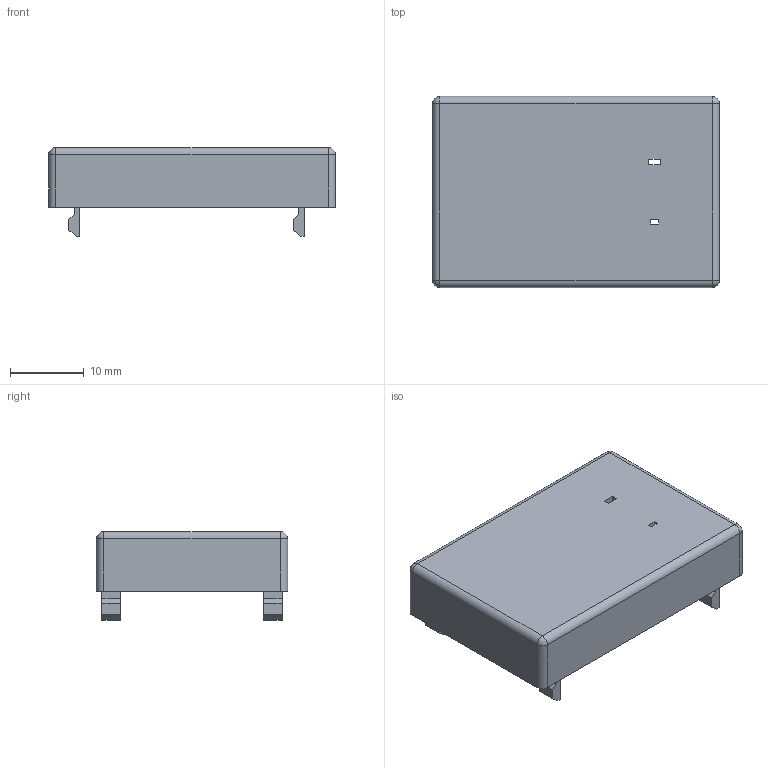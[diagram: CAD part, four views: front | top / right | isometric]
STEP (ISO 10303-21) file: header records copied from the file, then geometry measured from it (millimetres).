
FILE_DESCRIPTION(/* description */ (''),/* implementation_level */ '2;1');
FILE_NAME(/* name */ 'case.step',/* time_stamp */ '2025-07-31T18:55:28+01:00',/* author */ (''),/* organization */ (''),/* preprocessor_version */ 'ST-DEVELOPER v20.1',/* originating_system */ 'Autodesk Translation Framework v14.10.0.0',/* authorisation */ '');
FILE_SCHEMA (('AUTOMOTIVE_DESIGN { 1 0 10303 214 3 1 1 }'));
Length unit declared in the file: millimetre
Products named in the file (1): Case
Bounding box: 39.02 x 26 x 12.1 mm (x, y, z)
Volume: 4199.9 mm3; surface area: 3597.3 mm2
Topology: 1 solids, 1 shells, 62 faces, 156 edges, 100 vertices
Faces by surface type: plane 50, cylinder 8, sphere 4
Entity records: 1868 total; most frequent: CARTESIAN_POINT 319, ORIENTED_EDGE 312, DIRECTION 298, EDGE_CURVE 156, LINE 140, VECTOR 140, VERTEX_POINT 100, AXIS2_PLACEMENT_3D 79
